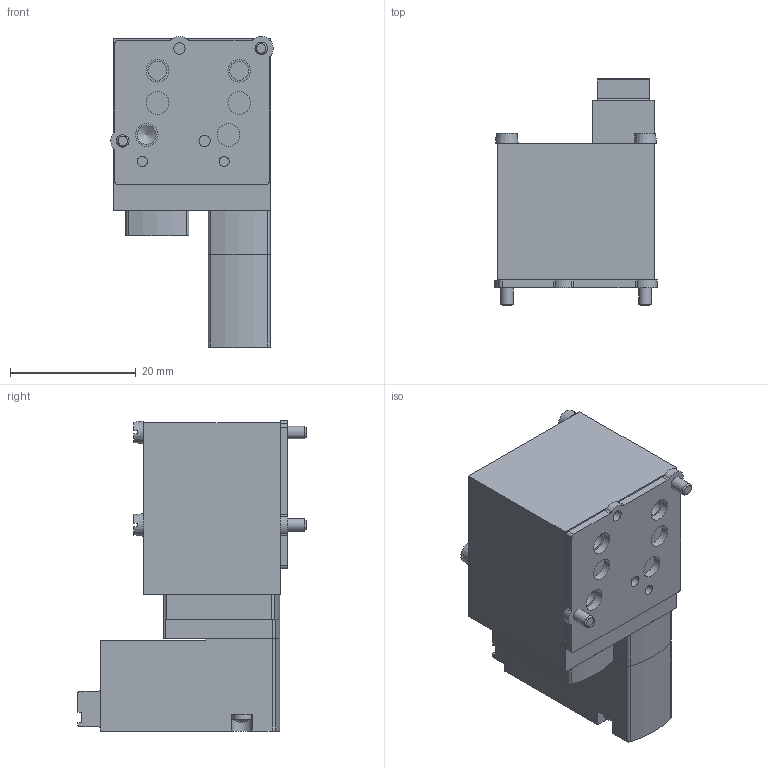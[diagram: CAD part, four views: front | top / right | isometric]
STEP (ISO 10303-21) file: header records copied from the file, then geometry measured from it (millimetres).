
FILE_DESCRIPTION(/* description */ ('STEP AP214'),/* implementation_level */ '2;1');
FILE_NAME(/* name */ '560708_VOVG-S12-M52Q-AH-M5-1H3',/* time_stamp */ '2024-09-17T01:44:11+02:00',/* author */ ('License CC BY-ND 4.0'),/* organization */ ('CADENAS'),/* preprocessor_version */ 'ST-DEVELOPER v19.3',/* originating_system */ 'PARTsolutions',/* authorisation */ ' ');
FILE_SCHEMA (('AUTOMOTIVE_DESIGN {1 0 10303 214 3 1 1}'));
Length unit declared in the file: millimetre
Products named in the file (8): 560708 VOVG-S12-M52Q-AH-M5-1H3; 549438 VOVG-S12-M52Q---(G); 652115 M16X8; 645503 M1.6X5; 750521 M2X27.3; 733982 VOVG-B-M52; 197002 MHA1-M1H-3/2G-0,6-HC_p; 703106 M1.6X22
Assembly tree (10 placements, depth 2):
  560708 VOVG-S12-M52Q-AH-M5-1H3
    549438 VOVG-S12-M52Q---(G)
    652115 M16X8
    645503 M1.6X5  x2
    750521 M2X27.3  x2
    733982 VOVG-B-M52
    197002 MHA1-M1H-3/2G-0,6-HC_p
    703106 M1.6X22  x2
Bounding box: 25.79 x 36.25 x 49.43 mm (x, y, z)
Volume: 20861.2 mm3; surface area: 9371.7 mm2
Topology: 10 solids, 10 shells, 320 faces, 744 edges, 469 vertices
Faces by surface type: plane 191, cylinder 84, cone 34, torus 6, sphere 5
Full cylindrical faces by diameter (mm): 0.8 x1, 1.221 x5, 1.3 x1, 1.6 x7, 1.65 x2, 1.69 x2, 1.8 x7, 2 x2, 2.1 x2, 2.9 x1, 3 x9, 3.1 x1, 3.3 x2, 3.6 x6, 4.134 x2
Entity records: 7710 total; most frequent: DIRECTION 1260, CARTESIAN_POINT 1230, ORIENTED_EDGE 1044, EDGE_CURVE 522, AXIS2_PLACEMENT_3D 484, FACE_BOUND 400, EDGE_LOOP 394, VERTEX_POINT 382
